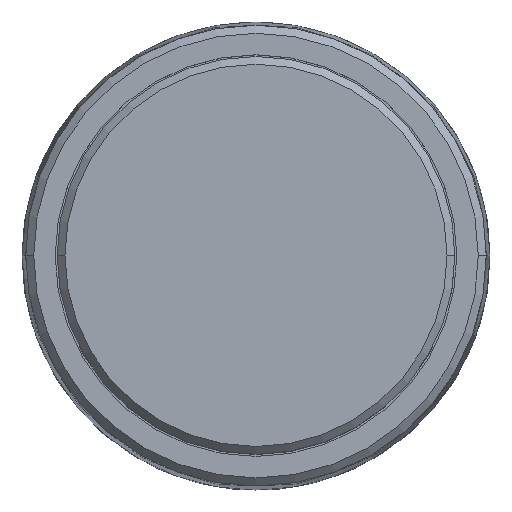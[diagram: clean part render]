
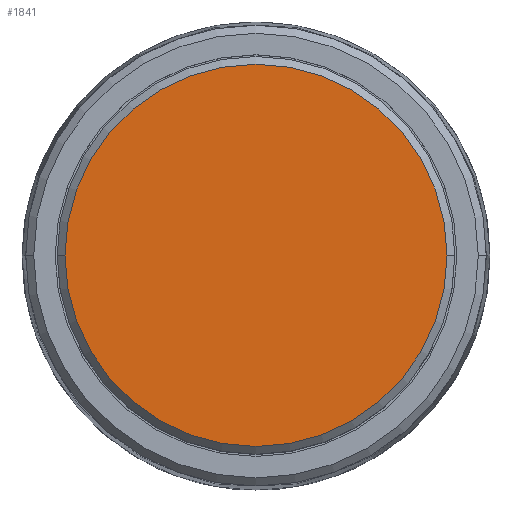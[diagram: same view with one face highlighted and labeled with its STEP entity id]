
A CAD part, top view. The second image highlights one B-rep face of the part: STEP entity #1841.
In plain terms, the highlighted planar face has unit normal (0, 0, 1).
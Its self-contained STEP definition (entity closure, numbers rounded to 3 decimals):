
#348 = CARTESIAN_POINT ( 'NONE',  ( -4.959, -4.959, 9. ) ) ;
#372 = DIRECTION ( 'NONE',  ( 0., 0., 1. ) ) ;
#423 = CIRCLE ( 'NONE', #1525, 4.9 ) ;
#542 = AXIS2_PLACEMENT_3D ( 'NONE', #2131, #372, #1156 ) ;
#638 = DIRECTION ( 'NONE',  ( -1., 0., 0. ) ) ;
#802 = ORIENTED_EDGE ( 'NONE', *, *, #2288, .T. ) ;
#860 = CIRCLE ( 'NONE', #542, 4.9 ) ;
#861 = VERTEX_POINT ( 'NONE', #1111 ) ;
#925 = ORIENTED_EDGE ( 'NONE', *, *, #1519, .T. ) ;
#1020 = VERTEX_POINT ( 'NONE', #1210 ) ;
#1111 = CARTESIAN_POINT ( 'NONE',  ( -4.9, 0., 9. ) ) ;
#1132 = DIRECTION ( 'NONE',  ( 0., 0., 1. ) ) ;
#1156 = DIRECTION ( 'NONE',  ( -1., 0., 0. ) ) ;
#1210 = CARTESIAN_POINT ( 'NONE',  ( 4.9, 0., 9. ) ) ;
#1326 = FACE_OUTER_BOUND ( 'NONE', #1783, .T. ) ;
#1519 = EDGE_CURVE ( 'NONE', #1020, #861, #423, .T. ) ;
#1525 = AXIS2_PLACEMENT_3D ( 'NONE', #1599, #2399, #638 ) ;
#1599 = CARTESIAN_POINT ( 'NONE',  ( 0., 0., 9. ) ) ;
#1783 = EDGE_LOOP ( 'NONE', ( #802, #925 ) ) ;
#1841 = ADVANCED_FACE ( 'NONE', ( #1326 ), #2115, .T. ) ;
#1926 = DIRECTION ( 'NONE',  ( 1., 0., 0. ) ) ;
#2115 = PLANE ( 'NONE',  #2176 ) ;
#2131 = CARTESIAN_POINT ( 'NONE',  ( 0., 0., 9. ) ) ;
#2176 = AXIS2_PLACEMENT_3D ( 'NONE', #348, #1132, #1926 ) ;
#2288 = EDGE_CURVE ( 'NONE', #861, #1020, #860, .T. ) ;
#2399 = DIRECTION ( 'NONE',  ( 0., 0., 1. ) ) ;
